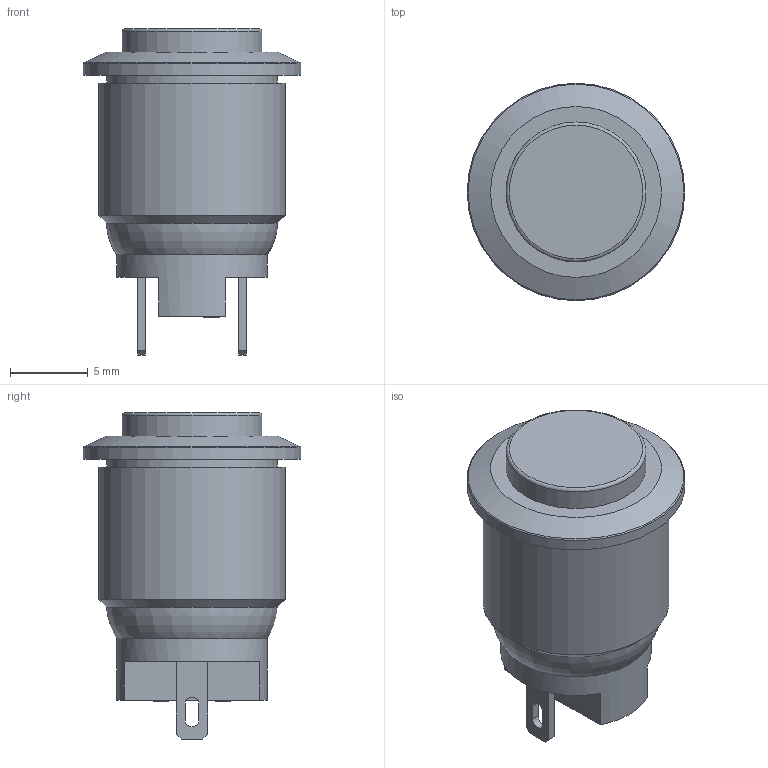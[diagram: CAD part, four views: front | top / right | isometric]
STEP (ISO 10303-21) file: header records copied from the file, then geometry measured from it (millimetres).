
FILE_DESCRIPTION(/* description */ ('STEP AP242','CAx-IF Rec.Pracs.---Representation and Presentation of Product Manufacturing Information (PMI)---4.0---2014-10-13','CAx-IF Rec.Pracs.---3D Tessellated Geometry---0.4---2014-09-14','2;1'),/* implementation_level */ '2;1');
FILE_NAME(/* name */ '688e581ab00a41518ee7b27c',/* time_stamp */ '2025-08-02T18:25:31Z',/* author */ (''),/* organization */ (''),/* preprocessor_version */ 'ST-DEVELOPER v20',/* originating_system */ 'ONSHAPE BY PTC INC, 1.201',/* authorisation */ ' ');
FILE_SCHEMA (('AP242_MANAGED_MODEL_BASED_3D_ENGINEERING_MIM_LF { 1 0 10303 442 1 1 4 }'));
Length unit declared in the file: metre
Products named in the file (1): PUSH_BUTTON
Bounding box: 14 x 14 x 21 mm (x, y, z)
Volume: 1751.9 mm3; surface area: 1000.8 mm2
Topology: 1 solids, 1 shells, 133 faces, 315 edges, 191 vertices
Faces by surface type: plane 68, cylinder 44, sphere 12, torus 7, cone 2
Full cylindrical faces by diameter (mm): 1.8 x3, 9 x1, 9.7 x1, 11 x1, 12 x1, 14 x1
Entity records: 3628 total; most frequent: DIRECTION 660, CARTESIAN_POINT 602, ORIENTED_EDGE 576, EDGE_CURVE 288, AXIS2_PLACEMENT_3D 238, LINE 184, VECTOR 184, VERTEX_POINT 180
